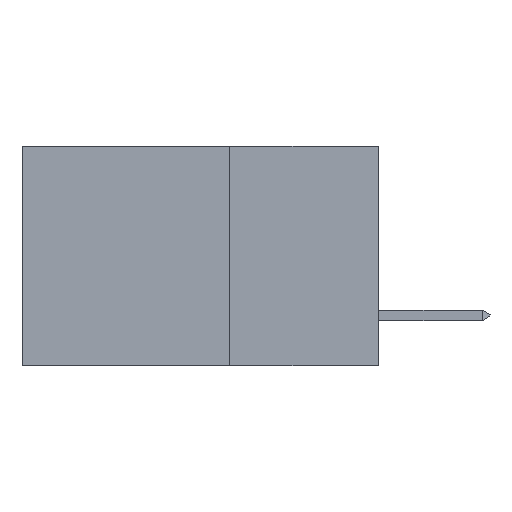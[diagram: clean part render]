
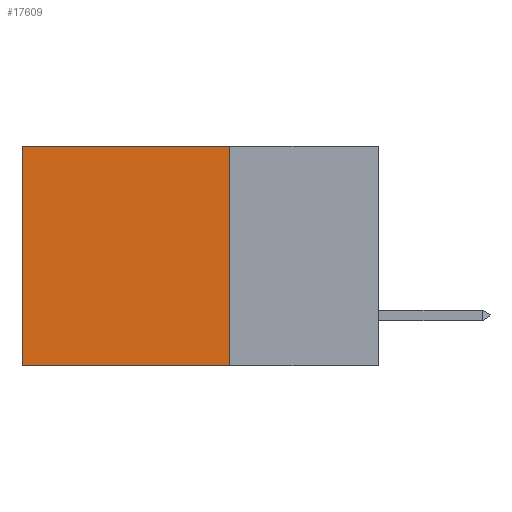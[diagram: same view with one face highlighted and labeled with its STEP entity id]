
A CAD part, left-side view. The second image highlights one B-rep face of the part: STEP entity #17609.
In plain terms, the highlighted planar face has unit normal (-1, 0, 0).
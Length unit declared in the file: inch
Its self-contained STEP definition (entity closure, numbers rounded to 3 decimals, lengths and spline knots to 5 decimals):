
#61 = ORIENTED_EDGE ( 'NONE', *, *, #2673, .F. ) ;
#73 = EDGE_CURVE ( 'NONE', #7051, #13085, #1558, .T. ) ;
#803 = EDGE_CURVE ( 'NONE', #10199, #1516, #14643, .T. ) ;
#1273 = VECTOR ( 'NONE', #4987, 39.37008 ) ;
#1516 = VERTEX_POINT ( 'NONE', #5162 ) ;
#1558 = LINE ( 'NONE', #3165, #16060 ) ;
#1932 = CARTESIAN_POINT ( 'NONE',  ( 0.2615, 0.6, -0.37 ) ) ;
#2420 = CARTESIAN_POINT ( 'NONE',  ( 0.2615, 0.25, -0.37 ) ) ;
#2671 = EDGE_CURVE ( 'NONE', #10199, #7051, #11742, .T. ) ;
#2673 = EDGE_CURVE ( 'NONE', #1516, #13085, #3465, .T. ) ;
#3165 = CARTESIAN_POINT ( 'NONE',  ( 0.2615, 0.6, -0.37 ) ) ;
#3327 = CARTESIAN_POINT ( 'NONE',  ( 0.2615, 0.25, -0.37 ) ) ;
#3465 = LINE ( 'NONE', #7563, #1273 ) ;
#4015 = EDGE_LOOP ( 'NONE', ( #13480, #61, #14986, #14498 ) ) ;
#4579 = DIRECTION ( 'NONE',  ( 1., 0., 0. ) ) ;
#4987 = DIRECTION ( 'NONE',  ( 0., 1., 0. ) ) ;
#5162 = CARTESIAN_POINT ( 'NONE',  ( 0.2615, 0.25, -0.37 ) ) ;
#5672 = PLANE ( 'NONE',  #17591 ) ;
#7051 = VERTEX_POINT ( 'NONE', #12088 ) ;
#7563 = CARTESIAN_POINT ( 'NONE',  ( 0.2615, 0.25, -0.37 ) ) ;
#8599 = DIRECTION ( 'NONE',  ( 0., 0., -1. ) ) ;
#8985 = DIRECTION ( 'NONE',  ( 0., 1., 0. ) ) ;
#10199 = VERTEX_POINT ( 'NONE', #12697 ) ;
#10381 = VECTOR ( 'NONE', #13318, 39.37008 ) ;
#11089 = FACE_OUTER_BOUND ( 'NONE', #4015, .T. ) ;
#11742 = LINE ( 'NONE', #17158, #16913 ) ;
#12088 = CARTESIAN_POINT ( 'NONE',  ( 0.2615, 0.6, 0. ) ) ;
#12697 = CARTESIAN_POINT ( 'NONE',  ( 0.2615, 0.25, 0. ) ) ;
#13085 = VERTEX_POINT ( 'NONE', #1932 ) ;
#13318 = DIRECTION ( 'NONE',  ( 0., 0., -1. ) ) ;
#13480 = ORIENTED_EDGE ( 'NONE', *, *, #73, .T. ) ;
#14498 = ORIENTED_EDGE ( 'NONE', *, *, #2671, .T. ) ;
#14643 = LINE ( 'NONE', #2420, #10381 ) ;
#14986 = ORIENTED_EDGE ( 'NONE', *, *, #803, .F. ) ;
#16060 = VECTOR ( 'NONE', #8599, 39.37008 ) ;
#16503 = DIRECTION ( 'NONE',  ( 0., 0., -1. ) ) ;
#16913 = VECTOR ( 'NONE', #8985, 39.37008 ) ;
#17158 = CARTESIAN_POINT ( 'NONE',  ( 0.2615, 0.25, 0. ) ) ;
#17591 = AXIS2_PLACEMENT_3D ( 'NONE', #3327, #4579, #16503 ) ;
#17609 = ADVANCED_FACE ( 'NONE', ( #11089 ), #5672, .F. ) ;
